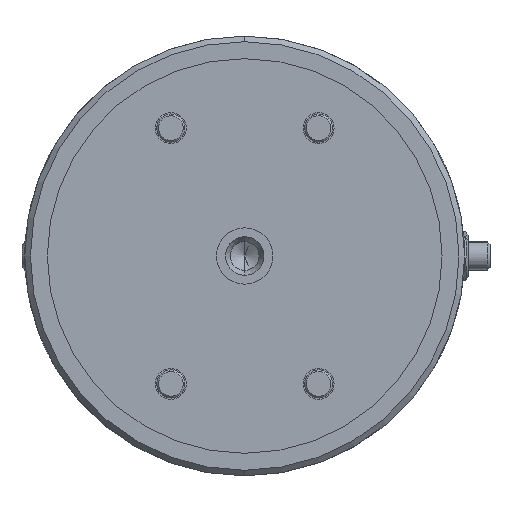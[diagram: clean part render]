
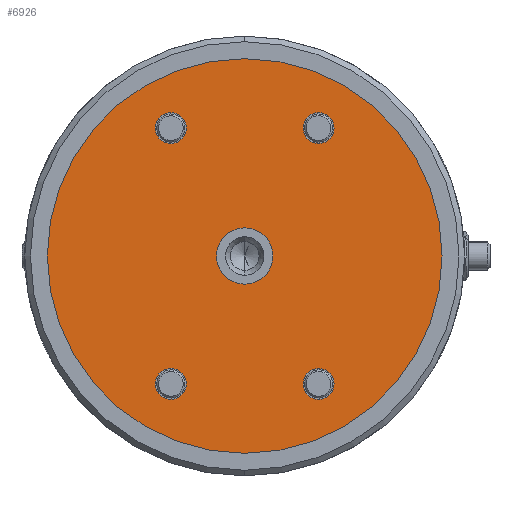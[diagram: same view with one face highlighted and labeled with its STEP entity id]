
A CAD part, left-side view. The second image highlights one B-rep face of the part: STEP entity #6926.
In plain terms, the highlighted planar face has unit normal (-1, 0, 0).
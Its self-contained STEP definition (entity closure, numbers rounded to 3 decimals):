
#46 = EDGE_LOOP ( 'NONE', ( #11714, #11400 ) ) ;
#136 = EDGE_LOOP ( 'NONE', ( #11430, #11572 ) ) ;
#151 = EDGE_LOOP ( 'NONE', ( #11261, #11367 ) ) ;
#174 = EDGE_LOOP ( 'NONE', ( #11452, #11677 ) ) ;
#303 = EDGE_LOOP ( 'NONE', ( #11543, #11286 ) ) ;
#476 = EDGE_LOOP ( 'NONE', ( #11792, #11651 ) ) ;
#1548 = VERTEX_POINT ( 'NONE', #10399 ) ;
#1550 = VERTEX_POINT ( 'NONE', #10491 ) ;
#1575 = VERTEX_POINT ( 'NONE', #10450 ) ;
#1590 = VERTEX_POINT ( 'NONE', #9894 ) ;
#1612 = VERTEX_POINT ( 'NONE', #9856 ) ;
#1658 = VERTEX_POINT ( 'NONE', #9888 ) ;
#1659 = VERTEX_POINT ( 'NONE', #9978 ) ;
#2166 = AXIS2_PLACEMENT_3D ( 'NONE', #10226, #9793, #9792 ) ;
#2348 = CARTESIAN_POINT ( 'NONE',  ( 5., 26.2, -45.38 ) ) ;
#2349 = DIRECTION ( 'NONE',  ( -1., 0., 0. ) ) ;
#2350 = DIRECTION ( 'NONE',  ( 0., 0., 1. ) ) ;
#2375 = CARTESIAN_POINT ( 'NONE',  ( 5., -26.2, 45.38 ) ) ;
#2376 = DIRECTION ( 'NONE',  ( -1., 0., 0. ) ) ;
#2377 = DIRECTION ( 'NONE',  ( 0., 0., 1. ) ) ;
#2383 = CARTESIAN_POINT ( 'NONE',  ( 5., 0., 0. ) ) ;
#2384 = DIRECTION ( 'NONE',  ( 1., 0., 0. ) ) ;
#2385 = DIRECTION ( 'NONE',  ( 0., 0., -1. ) ) ;
#2394 = CARTESIAN_POINT ( 'NONE',  ( 5., 26.2, 45.38 ) ) ;
#2395 = DIRECTION ( 'NONE',  ( -1., 0., 0. ) ) ;
#2396 = DIRECTION ( 'NONE',  ( 0., 0., 1. ) ) ;
#2417 = CARTESIAN_POINT ( 'NONE',  ( 5., -26.2, -45.38 ) ) ;
#2418 = DIRECTION ( 'NONE',  ( -1., 0., 0. ) ) ;
#2419 = DIRECTION ( 'NONE',  ( 0., 0., 1. ) ) ;
#2462 = CARTESIAN_POINT ( 'NONE',  ( 5., 0., 0. ) ) ;
#2463 = DIRECTION ( 'NONE',  ( 1., 0., 0. ) ) ;
#2464 = DIRECTION ( 'NONE',  ( 0., 0., -1. ) ) ;
#2486 = CARTESIAN_POINT ( 'NONE',  ( 5., -26.2, -45.38 ) ) ;
#2487 = DIRECTION ( 'NONE',  ( -1., 0., 0. ) ) ;
#2488 = DIRECTION ( 'NONE',  ( 0., 0., 1. ) ) ;
#2547 = CARTESIAN_POINT ( 'NONE',  ( 5., 0., 0. ) ) ;
#2548 = DIRECTION ( 'NONE',  ( 1., 0., 0. ) ) ;
#2549 = DIRECTION ( 'NONE',  ( 0., 0., -1. ) ) ;
#2654 = CARTESIAN_POINT ( 'NONE',  ( 5., -26.2, 45.38 ) ) ;
#2655 = DIRECTION ( 'NONE',  ( -1., 0., 0. ) ) ;
#2656 = DIRECTION ( 'NONE',  ( 0., 0., 1. ) ) ;
#4368 = AXIS2_PLACEMENT_3D ( 'NONE', #2383, #2384, #2385 ) ;
#4371 = CIRCLE ( 'NONE', #4372, 5.5 ) ;
#4372 = AXIS2_PLACEMENT_3D ( 'NONE', #2394, #2395, #2396 ) ;
#4382 = CIRCLE ( 'NONE', #4385, 5.5 ) ;
#4385 = AXIS2_PLACEMENT_3D ( 'NONE', #2417, #2418, #2419 ) ;
#4399 = AXIS2_PLACEMENT_3D ( 'NONE', #2462, #2463, #2464 ) ;
#4403 = CIRCLE ( 'NONE', #4399, 10. ) ;
#4418 = AXIS2_PLACEMENT_3D ( 'NONE', #2375, #2376, #2377 ) ;
#4420 = CIRCLE ( 'NONE', #4368, 10. ) ;
#4427 = AXIS2_PLACEMENT_3D ( 'NONE', #2348, #2349, #2350 ) ;
#4436 = CIRCLE ( 'NONE', #4438, 5.5 ) ;
#4438 = AXIS2_PLACEMENT_3D ( 'NONE', #2486, #2487, #2488 ) ;
#4477 = CIRCLE ( 'NONE', #4478, 5.5 ) ;
#4478 = AXIS2_PLACEMENT_3D ( 'NONE', #2654, #2655, #2656 ) ;
#4547 = CIRCLE ( 'NONE', #4549, 70. ) ;
#4549 = AXIS2_PLACEMENT_3D ( 'NONE', #2547, #2548, #2549 ) ;
#4562 = AXIS2_PLACEMENT_3D ( 'NONE', #9022, #8907, #9035 ) ;
#4566 = CIRCLE ( 'NONE', #4639, 70. ) ;
#4582 = CIRCLE ( 'NONE', #4427, 5.5 ) ;
#4596 = CIRCLE ( 'NONE', #4614, 5.5 ) ;
#4614 = AXIS2_PLACEMENT_3D ( 'NONE', #7705, #7704, #12167 ) ;
#4632 = CIRCLE ( 'NONE', #4562, 5.5 ) ;
#4639 = AXIS2_PLACEMENT_3D ( 'NONE', #9038, #9052, #9021 ) ;
#4642 = CIRCLE ( 'NONE', #4418, 5.5 ) ;
#6669 = VERTEX_POINT ( 'NONE', #9900 ) ;
#6671 = VERTEX_POINT ( 'NONE', #10134 ) ;
#6761 = VERTEX_POINT ( 'NONE', #9971 ) ;
#6767 = VERTEX_POINT ( 'NONE', #9635 ) ;
#6770 = VERTEX_POINT ( 'NONE', #10052 ) ;
#6926 = ADVANCED_FACE ( 'NONE', ( #10252, #10254, #10287, #9514, #10224, #10337 ), #9774, .T. ) ;
#7405 = EDGE_CURVE ( 'NONE', #6669, #1612, #4596, .T. ) ;
#7414 = EDGE_CURVE ( 'NONE', #6767, #6770, #4632, .T. ) ;
#7420 = EDGE_CURVE ( 'NONE', #1659, #1658, #4566, .T. ) ;
#7442 = EDGE_CURVE ( 'NONE', #6770, #6767, #4582, .T. ) ;
#7450 = EDGE_CURVE ( 'NONE', #6671, #6761, #4642, .T. ) ;
#7453 = EDGE_CURVE ( 'NONE', #1575, #1590, #4420, .T. ) ;
#7457 = EDGE_CURVE ( 'NONE', #1612, #6669, #4371, .T. ) ;
#7464 = EDGE_CURVE ( 'NONE', #1548, #1550, #4382, .T. ) ;
#7480 = EDGE_CURVE ( 'NONE', #1590, #1575, #4403, .T. ) ;
#7487 = EDGE_CURVE ( 'NONE', #1550, #1548, #4436, .T. ) ;
#7497 = EDGE_CURVE ( 'NONE', #1658, #1659, #4547, .T. ) ;
#7514 = EDGE_CURVE ( 'NONE', #6761, #6671, #4477, .T. ) ;
#7704 = DIRECTION ( 'NONE',  ( -1., 0., 0. ) ) ;
#7705 = CARTESIAN_POINT ( 'NONE',  ( 5., 26.2, 45.38 ) ) ;
#8907 = DIRECTION ( 'NONE',  ( -1., 0., 0. ) ) ;
#9021 = DIRECTION ( 'NONE',  ( 0., 0., -1. ) ) ;
#9022 = CARTESIAN_POINT ( 'NONE',  ( 5., 26.2, -45.38 ) ) ;
#9035 = DIRECTION ( 'NONE',  ( 0., 0., 1. ) ) ;
#9038 = CARTESIAN_POINT ( 'NONE',  ( 5., 0., 0. ) ) ;
#9052 = DIRECTION ( 'NONE',  ( 1., 0., 0. ) ) ;
#9514 = FACE_BOUND ( 'NONE', #46, .T. ) ;
#9635 = CARTESIAN_POINT ( 'NONE',  ( 5., 26.2, -50.88 ) ) ;
#9774 = PLANE ( 'NONE',  #2166 ) ;
#9792 = DIRECTION ( 'NONE',  ( 0., 0., 1. ) ) ;
#9793 = DIRECTION ( 'NONE',  ( -1., 0., 0. ) ) ;
#9856 = CARTESIAN_POINT ( 'NONE',  ( 5., 26.2, 39.88 ) ) ;
#9888 = CARTESIAN_POINT ( 'NONE',  ( 5., 0., 70. ) ) ;
#9894 = CARTESIAN_POINT ( 'NONE',  ( 5., 0., 10. ) ) ;
#9900 = CARTESIAN_POINT ( 'NONE',  ( 5., 26.2, 50.88 ) ) ;
#9971 = CARTESIAN_POINT ( 'NONE',  ( 5., -26.2, 39.88 ) ) ;
#9978 = CARTESIAN_POINT ( 'NONE',  ( 5., 0., -70. ) ) ;
#10052 = CARTESIAN_POINT ( 'NONE',  ( 5., 26.2, -39.88 ) ) ;
#10134 = CARTESIAN_POINT ( 'NONE',  ( 5., -26.2, 50.88 ) ) ;
#10224 = FACE_BOUND ( 'NONE', #476, .T. ) ;
#10226 = CARTESIAN_POINT ( 'NONE',  ( 5., 10., 0. ) ) ;
#10252 = FACE_BOUND ( 'NONE', #303, .T. ) ;
#10254 = FACE_BOUND ( 'NONE', #151, .T. ) ;
#10287 = FACE_BOUND ( 'NONE', #136, .T. ) ;
#10337 = FACE_OUTER_BOUND ( 'NONE', #174, .T. ) ;
#10399 = CARTESIAN_POINT ( 'NONE',  ( 5., -26.2, -39.88 ) ) ;
#10450 = CARTESIAN_POINT ( 'NONE',  ( 5., 0., -10. ) ) ;
#10491 = CARTESIAN_POINT ( 'NONE',  ( 5., -26.2, -50.88 ) ) ;
#11261 = ORIENTED_EDGE ( 'NONE', *, *, #7514, .F. ) ;
#11286 = ORIENTED_EDGE ( 'NONE', *, *, #7405, .F. ) ;
#11367 = ORIENTED_EDGE ( 'NONE', *, *, #7450, .F. ) ;
#11400 = ORIENTED_EDGE ( 'NONE', *, *, #7442, .F. ) ;
#11430 = ORIENTED_EDGE ( 'NONE', *, *, #7487, .F. ) ;
#11452 = ORIENTED_EDGE ( 'NONE', *, *, #7420, .F. ) ;
#11543 = ORIENTED_EDGE ( 'NONE', *, *, #7457, .F. ) ;
#11572 = ORIENTED_EDGE ( 'NONE', *, *, #7464, .F. ) ;
#11651 = ORIENTED_EDGE ( 'NONE', *, *, #7480, .T. ) ;
#11677 = ORIENTED_EDGE ( 'NONE', *, *, #7497, .F. ) ;
#11714 = ORIENTED_EDGE ( 'NONE', *, *, #7414, .F. ) ;
#11792 = ORIENTED_EDGE ( 'NONE', *, *, #7453, .T. ) ;
#12167 = DIRECTION ( 'NONE',  ( 0., 0., 1. ) ) ;
